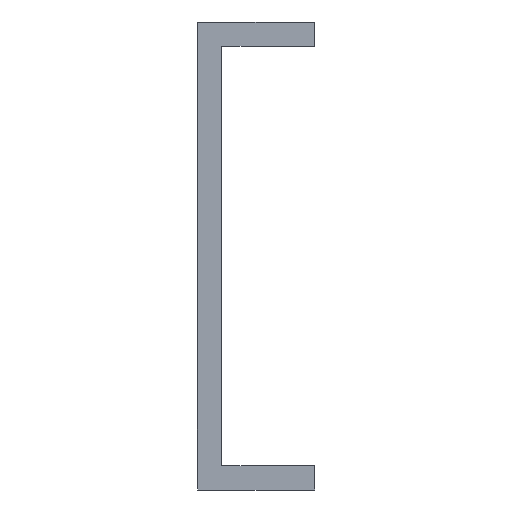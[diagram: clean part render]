
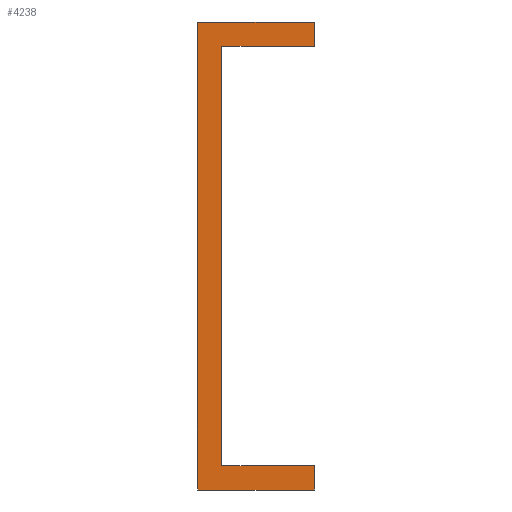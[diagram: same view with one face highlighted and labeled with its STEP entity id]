
A CAD part, front view. The second image highlights one B-rep face of the part: STEP entity #4238.
In plain terms, the highlighted planar face has unit normal (0, -1, 0).
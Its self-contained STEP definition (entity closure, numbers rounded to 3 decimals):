
#26 = DIRECTION ( 'NONE',  ( 0., 0., -1. ) ) ;
#715 = DIRECTION ( 'NONE',  ( 1., 0., 0. ) ) ;
#924 = LINE ( 'NONE', #13935, #10365 ) ;
#1375 = DIRECTION ( 'NONE',  ( 1., 0., 0. ) ) ;
#1465 = CARTESIAN_POINT ( 'NONE',  ( -12., 0., 0. ) ) ;
#2161 = VECTOR ( 'NONE', #9682, 1000. ) ;
#2207 = CARTESIAN_POINT ( 'NONE',  ( -12., 0., 2.5 ) ) ;
#2250 = ORIENTED_EDGE ( 'NONE', *, *, #11185, .F. ) ;
#3483 = CARTESIAN_POINT ( 'NONE',  ( 0., 0., 0. ) ) ;
#3781 = EDGE_CURVE ( 'NONE', #7400, #7163, #10463, .T. ) ;
#3794 = VERTEX_POINT ( 'NONE', #8390 ) ;
#4238 = ADVANCED_FACE ( 'NONE', ( #16470 ), #6346, .T. ) ;
#4932 = DIRECTION ( 'NONE',  ( 0., -1., 0. ) ) ;
#4971 = DIRECTION ( 'NONE',  ( 0., 0., -1. ) ) ;
#5059 = ORIENTED_EDGE ( 'NONE', *, *, #17819, .F. ) ;
#5972 = DIRECTION ( 'NONE',  ( -1., 0., 0. ) ) ;
#6178 = LINE ( 'NONE', #11323, #16084 ) ;
#6346 = PLANE ( 'NONE',  #15794 ) ;
#6471 = ORIENTED_EDGE ( 'NONE', *, *, #3781, .F. ) ;
#6475 = EDGE_LOOP ( 'NONE', ( #9665, #6471, #2250, #5059, #12232, #15807, #6732, #7005 ) ) ;
#6732 = ORIENTED_EDGE ( 'NONE', *, *, #7843, .F. ) ;
#6955 = DIRECTION ( 'NONE',  ( 0., 0., -1. ) ) ;
#7005 = ORIENTED_EDGE ( 'NONE', *, *, #13966, .F. ) ;
#7159 = VERTEX_POINT ( 'NONE', #13968 ) ;
#7163 = VERTEX_POINT ( 'NONE', #8258 ) ;
#7394 = EDGE_CURVE ( 'NONE', #3794, #12661, #14289, .T. ) ;
#7400 = VERTEX_POINT ( 'NONE', #1465 ) ;
#7497 = CARTESIAN_POINT ( 'NONE',  ( -12., 0., -43. ) ) ;
#7774 = VECTOR ( 'NONE', #4971, 1000. ) ;
#7843 = EDGE_CURVE ( 'NONE', #7159, #3794, #14979, .T. ) ;
#7967 = LINE ( 'NONE', #9646, #15374 ) ;
#8258 = CARTESIAN_POINT ( 'NONE',  ( -21.5, 0., 0. ) ) ;
#8390 = CARTESIAN_POINT ( 'NONE',  ( -12., 0., -45.5 ) ) ;
#8654 = CARTESIAN_POINT ( 'NONE',  ( -24., 0., 2.5 ) ) ;
#8904 = LINE ( 'NONE', #13922, #7774 ) ;
#8978 = VECTOR ( 'NONE', #5972, 1000. ) ;
#9646 = CARTESIAN_POINT ( 'NONE',  ( -12., 0., -43. ) ) ;
#9665 = ORIENTED_EDGE ( 'NONE', *, *, #15585, .F. ) ;
#9682 = DIRECTION ( 'NONE',  ( -1., 0., 0. ) ) ;
#9920 = LINE ( 'NONE', #17580, #12017 ) ;
#10365 = VECTOR ( 'NONE', #10752, 1000. ) ;
#10463 = LINE ( 'NONE', #15578, #2161 ) ;
#10752 = DIRECTION ( 'NONE',  ( 0., 0., 1. ) ) ;
#11185 = EDGE_CURVE ( 'NONE', #11959, #7400, #6178, .T. ) ;
#11323 = CARTESIAN_POINT ( 'NONE',  ( -12., 0., 0. ) ) ;
#11758 = CARTESIAN_POINT ( 'NONE',  ( -21.5, 0., -45.5 ) ) ;
#11959 = VERTEX_POINT ( 'NONE', #2207 ) ;
#12017 = VECTOR ( 'NONE', #1375, 1000. ) ;
#12232 = ORIENTED_EDGE ( 'NONE', *, *, #16391, .F. ) ;
#12496 = VERTEX_POINT ( 'NONE', #14177 ) ;
#12661 = VERTEX_POINT ( 'NONE', #18442 ) ;
#13922 = CARTESIAN_POINT ( 'NONE',  ( -21.5, 0., 0. ) ) ;
#13935 = CARTESIAN_POINT ( 'NONE',  ( -24., 0., -45.5 ) ) ;
#13966 = EDGE_CURVE ( 'NONE', #12496, #7159, #7967, .T. ) ;
#13968 = CARTESIAN_POINT ( 'NONE',  ( -12., 0., -43. ) ) ;
#14177 = CARTESIAN_POINT ( 'NONE',  ( -21.5, 0., -43. ) ) ;
#14289 = LINE ( 'NONE', #11758, #8978 ) ;
#14979 = LINE ( 'NONE', #7497, #16835 ) ;
#15374 = VECTOR ( 'NONE', #715, 1000. ) ;
#15578 = CARTESIAN_POINT ( 'NONE',  ( -12., 0., 0. ) ) ;
#15585 = EDGE_CURVE ( 'NONE', #7163, #12496, #8904, .T. ) ;
#15794 = AXIS2_PLACEMENT_3D ( 'NONE', #3483, #4932, #18353 ) ;
#15807 = ORIENTED_EDGE ( 'NONE', *, *, #7394, .F. ) ;
#16084 = VECTOR ( 'NONE', #6955, 1000. ) ;
#16391 = EDGE_CURVE ( 'NONE', #12661, #17796, #924, .T. ) ;
#16470 = FACE_OUTER_BOUND ( 'NONE', #6475, .T. ) ;
#16835 = VECTOR ( 'NONE', #26, 1000. ) ;
#17580 = CARTESIAN_POINT ( 'NONE',  ( 24., 0., 2.5 ) ) ;
#17796 = VERTEX_POINT ( 'NONE', #8654 ) ;
#17819 = EDGE_CURVE ( 'NONE', #17796, #11959, #9920, .T. ) ;
#18353 = DIRECTION ( 'NONE',  ( 0., 0., -1. ) ) ;
#18442 = CARTESIAN_POINT ( 'NONE',  ( -24., 0., -45.5 ) ) ;
